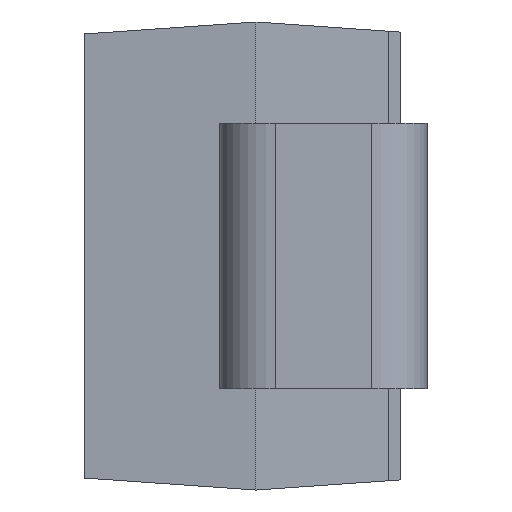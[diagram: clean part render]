
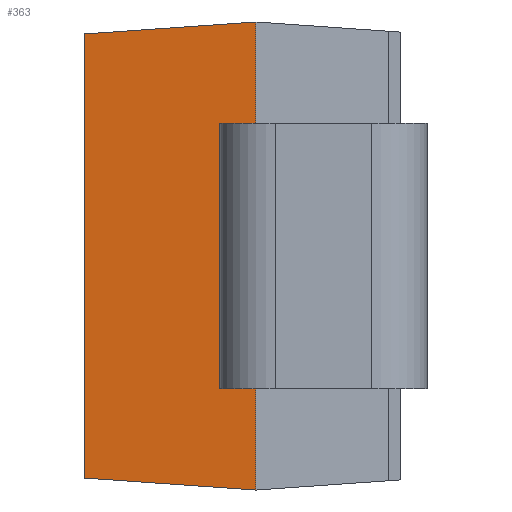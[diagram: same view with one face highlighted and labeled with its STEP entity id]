
A CAD part, left-side view. The second image highlights one B-rep face of the part: STEP entity #363.
In plain terms, the highlighted planar face has unit normal (-0.998, 0.07, 0).
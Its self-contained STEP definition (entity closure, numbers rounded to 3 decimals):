
#11 = ORIENTED_EDGE ( 'NONE', *, *, #1164, .F. ) ;
#69 = EDGE_CURVE ( 'NONE', #1289, #1105, #473, .T. ) ;
#199 = LINE ( 'NONE', #598, #1060 ) ;
#240 = PLANE ( 'NONE',  #987 ) ;
#284 = CARTESIAN_POINT ( 'NONE',  ( -2.107, 2.65, 1.72 ) ) ;
#285 = CARTESIAN_POINT ( 'NONE',  ( -2.107, 2.65, -1.72 ) ) ;
#318 = EDGE_CURVE ( 'NONE', #1024, #1289, #199, .T. ) ;
#349 = LINE ( 'NONE', #824, #764 ) ;
#363 = ADVANCED_FACE ( 'NONE', ( #1037 ), #240, .T. ) ;
#422 = VECTOR ( 'NONE', #986, 1000. ) ;
#473 = LINE ( 'NONE', #897, #422 ) ;
#583 = EDGE_LOOP ( 'NONE', ( #870, #645, #1097, #11 ) ) ;
#593 = DIRECTION ( 'NONE',  ( 0., 0., 1. ) ) ;
#598 = CARTESIAN_POINT ( 'NONE',  ( -2.182, 1.576, -1.795 ) ) ;
#645 = ORIENTED_EDGE ( 'NONE', *, *, #318, .T. ) ;
#702 = CARTESIAN_POINT ( 'NONE',  ( -2.2, 1.325, -1.813 ) ) ;
#716 = CARTESIAN_POINT ( 'NONE',  ( -2.2, 1.325, 1.813 ) ) ;
#729 = DIRECTION ( 'NONE',  ( -0.07, -0.995, 0.07 ) ) ;
#764 = VECTOR ( 'NONE', #593, 1000. ) ;
#784 = DIRECTION ( 'NONE',  ( -0.998, 0.07, 0. ) ) ;
#791 = LINE ( 'NONE', #890, #1241 ) ;
#819 = DIRECTION ( 'NONE',  ( 0., 0., 1. ) ) ;
#824 = CARTESIAN_POINT ( 'NONE',  ( -2.107, 2.65, 1.813 ) ) ;
#864 = VERTEX_POINT ( 'NONE', #284 ) ;
#870 = ORIENTED_EDGE ( 'NONE', *, *, #1071, .F. ) ;
#890 = CARTESIAN_POINT ( 'NONE',  ( -2.179, 1.63, 1.791 ) ) ;
#897 = CARTESIAN_POINT ( 'NONE',  ( -2.2, 1.325, 1.813 ) ) ;
#986 = DIRECTION ( 'NONE',  ( 0., 0., 1. ) ) ;
#987 = AXIS2_PLACEMENT_3D ( 'NONE', #1152, #784, #819 ) ;
#1024 = VERTEX_POINT ( 'NONE', #285 ) ;
#1037 = FACE_OUTER_BOUND ( 'NONE', #583, .T. ) ;
#1060 = VECTOR ( 'NONE', #1163, 1000. ) ;
#1071 = EDGE_CURVE ( 'NONE', #1024, #864, #349, .T. ) ;
#1097 = ORIENTED_EDGE ( 'NONE', *, *, #69, .T. ) ;
#1105 = VERTEX_POINT ( 'NONE', #716 ) ;
#1152 = CARTESIAN_POINT ( 'NONE',  ( -2.2, 1.325, 1.813 ) ) ;
#1163 = DIRECTION ( 'NONE',  ( -0.07, -0.995, -0.07 ) ) ;
#1164 = EDGE_CURVE ( 'NONE', #864, #1105, #791, .T. ) ;
#1241 = VECTOR ( 'NONE', #729, 1000. ) ;
#1289 = VERTEX_POINT ( 'NONE', #702 ) ;
